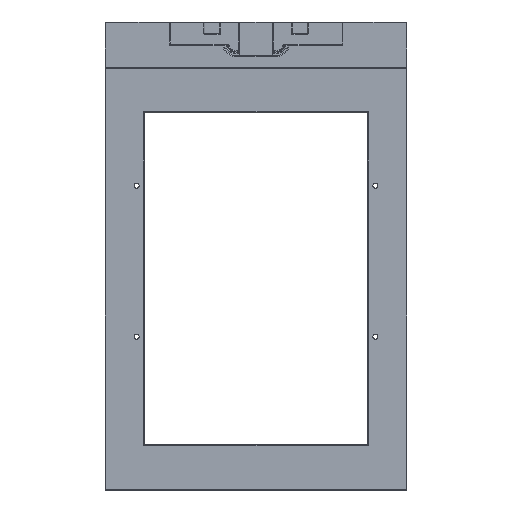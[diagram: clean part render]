
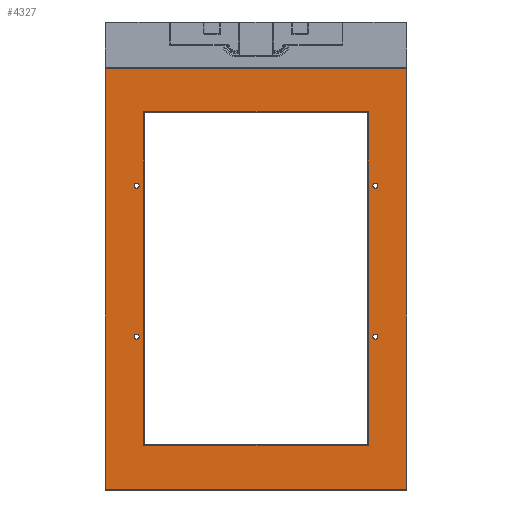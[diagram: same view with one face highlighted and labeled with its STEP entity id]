
A CAD part, top view. The second image highlights one B-rep face of the part: STEP entity #4327.
In plain terms, the highlighted planar face has unit normal (0, 0, 1).
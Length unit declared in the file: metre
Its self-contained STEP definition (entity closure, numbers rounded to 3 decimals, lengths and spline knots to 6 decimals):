
#289=LINE('',#6808,#630);
#290=LINE('',#6811,#631);
#291=LINE('',#6813,#632);
#292=LINE('',#6815,#633);
#293=LINE('',#6816,#634);
#294=LINE('',#6819,#635);
#295=LINE('',#6821,#636);
#296=LINE('',#6823,#637);
#630=VECTOR('',#5263,1.);
#631=VECTOR('',#5264,1.);
#632=VECTOR('',#5265,1.);
#633=VECTOR('',#5266,1.);
#634=VECTOR('',#5267,1.);
#635=VECTOR('',#5268,1.);
#636=VECTOR('',#5269,1.);
#637=VECTOR('',#5270,1.);
#971=ORIENTED_EDGE('',*,*,#2293,.T.);
#972=ORIENTED_EDGE('',*,*,#2294,.F.);
#973=ORIENTED_EDGE('',*,*,#2295,.F.);
#974=ORIENTED_EDGE('',*,*,#2296,.T.);
#975=ORIENTED_EDGE('',*,*,#2297,.T.);
#976=ORIENTED_EDGE('',*,*,#2298,.T.);
#977=ORIENTED_EDGE('',*,*,#2299,.T.);
#978=ORIENTED_EDGE('',*,*,#2300,.T.);
#979=ORIENTED_EDGE('',*,*,#2301,.T.);
#980=ORIENTED_EDGE('',*,*,#2302,.T.);
#981=ORIENTED_EDGE('',*,*,#2303,.T.);
#982=ORIENTED_EDGE('',*,*,#2304,.T.);
#2293=EDGE_CURVE('',#2954,#2954,#3329,.F.);
#2294=EDGE_CURVE('',#2955,#2955,#3330,.T.);
#2295=EDGE_CURVE('',#2956,#2956,#3331,.T.);
#2296=EDGE_CURVE('',#2957,#2958,#289,.F.);
#2297=EDGE_CURVE('',#2958,#2959,#290,.F.);
#2298=EDGE_CURVE('',#2959,#2960,#291,.F.);
#2299=EDGE_CURVE('',#2960,#2957,#292,.F.);
#2300=EDGE_CURVE('',#2961,#2962,#293,.T.);
#2301=EDGE_CURVE('',#2962,#2963,#294,.T.);
#2302=EDGE_CURVE('',#2963,#2964,#295,.T.);
#2303=EDGE_CURVE('',#2964,#2961,#296,.T.);
#2304=EDGE_CURVE('',#2965,#2965,#3332,.F.);
#2954=VERTEX_POINT('',#6803);
#2955=VERTEX_POINT('',#6805);
#2956=VERTEX_POINT('',#6807);
#2957=VERTEX_POINT('',#6809);
#2958=VERTEX_POINT('',#6810);
#2959=VERTEX_POINT('',#6812);
#2960=VERTEX_POINT('',#6814);
#2961=VERTEX_POINT('',#6817);
#2962=VERTEX_POINT('',#6818);
#2963=VERTEX_POINT('',#6820);
#2964=VERTEX_POINT('',#6822);
#2965=VERTEX_POINT('',#6825);
#3329=CIRCLE('',#4652,0.00085);
#3330=CIRCLE('',#4653,0.00085);
#3331=CIRCLE('',#4654,0.00085);
#3332=CIRCLE('',#4655,0.00085);
#3600=EDGE_LOOP('',(#971));
#3601=EDGE_LOOP('',(#972));
#3602=EDGE_LOOP('',(#973));
#3603=EDGE_LOOP('',(#974,#975,#976,#977));
#3604=EDGE_LOOP('',(#978,#979,#980,#981));
#3605=EDGE_LOOP('',(#982));
#3922=FACE_BOUND('',#3600,.T.);
#3923=FACE_BOUND('',#3601,.T.);
#3924=FACE_BOUND('',#3602,.T.);
#3925=FACE_BOUND('',#3603,.T.);
#3926=FACE_BOUND('',#3604,.T.);
#3927=FACE_BOUND('',#3605,.T.);
#4244=PLANE('',#4651);
#4327=ADVANCED_FACE('',(#3922,#3923,#3924,#3925,#3926,#3927),#4244,.T.);
#4651=AXIS2_PLACEMENT_3D('',#6801,#5255,#5256);
#4652=AXIS2_PLACEMENT_3D('',#6802,#5257,#5258);
#4653=AXIS2_PLACEMENT_3D('',#6804,#5259,#5260);
#4654=AXIS2_PLACEMENT_3D('',#6806,#5261,#5262);
#4655=AXIS2_PLACEMENT_3D('',#6824,#5271,#5272);
#5255=DIRECTION('',(0.,0.,1.));
#5256=DIRECTION('',(1.,0.,0.));
#5257=DIRECTION('',(0.,0.,1.));
#5258=DIRECTION('',(1.,0.,0.));
#5259=DIRECTION('',(0.,0.,1.));
#5260=DIRECTION('',(1.,0.,0.));
#5261=DIRECTION('',(0.,0.,1.));
#5262=DIRECTION('',(1.,0.,0.));
#5263=DIRECTION('',(0.,-1.,0.));
#5264=DIRECTION('',(1.,0.,0.));
#5265=DIRECTION('',(0.,1.,0.));
#5266=DIRECTION('',(-1.,0.,0.));
#5267=DIRECTION('',(-1.,0.,0.));
#5268=DIRECTION('',(0.,1.,0.));
#5269=DIRECTION('',(1.,0.,0.));
#5270=DIRECTION('',(0.,-1.,0.));
#5271=DIRECTION('',(0.,0.,1.));
#5272=DIRECTION('',(1.,0.,0.));
#6801=CARTESIAN_POINT('',(0.043,-0.0555,0.0148));
#6802=CARTESIAN_POINT('',(0.08255,-0.0322,0.0148));
#6803=CARTESIAN_POINT('',(0.0834,-0.0322,0.0148));
#6804=CARTESIAN_POINT('',(0.00345,-0.0322,0.0148));
#6805=CARTESIAN_POINT('',(0.0043,-0.0322,0.0148));
#6806=CARTESIAN_POINT('',(0.00345,-0.0822,0.0148));
#6807=CARTESIAN_POINT('',(0.0043,-0.0822,0.0148));
#6808=CARTESIAN_POINT('',(0.0928,-0.0555,0.0148));
#6809=CARTESIAN_POINT('',(0.0928,-0.1328,0.0148));
#6810=CARTESIAN_POINT('',(0.0928,0.0066,0.0148));
#6811=CARTESIAN_POINT('',(0.043,0.0066,0.0148));
#6812=CARTESIAN_POINT('',(-0.0068,0.0066,0.0148));
#6813=CARTESIAN_POINT('',(-0.0068,-0.0555,0.0148));
#6814=CARTESIAN_POINT('',(-0.0068,-0.1328,0.0148));
#6815=CARTESIAN_POINT('',(0.043,-0.1328,0.0148));
#6816=CARTESIAN_POINT('',(0.006,-0.1182,0.0148));
#6817=CARTESIAN_POINT('',(0.0802,-0.1182,0.0148));
#6818=CARTESIAN_POINT('',(0.0058,-0.1182,0.0148));
#6819=CARTESIAN_POINT('',(0.0058,-0.008,0.0148));
#6820=CARTESIAN_POINT('',(0.0058,-0.0078,0.0148));
#6821=CARTESIAN_POINT('',(0.08,-0.0078,0.0148));
#6822=CARTESIAN_POINT('',(0.0802,-0.0078,0.0148));
#6823=CARTESIAN_POINT('',(0.0802,-0.118,0.0148));
#6824=CARTESIAN_POINT('',(0.08255,-0.0822,0.0148));
#6825=CARTESIAN_POINT('',(0.0834,-0.0822,0.0148));
